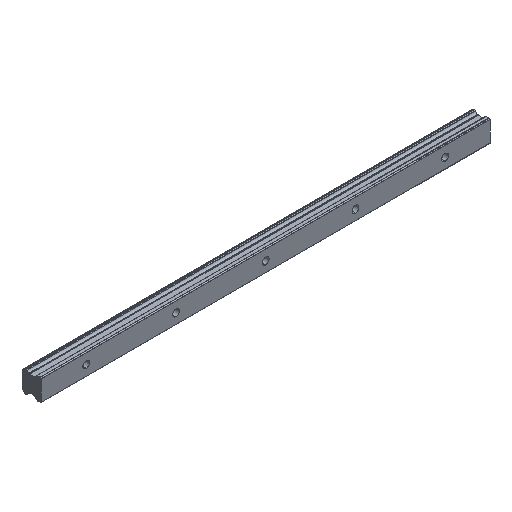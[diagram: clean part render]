
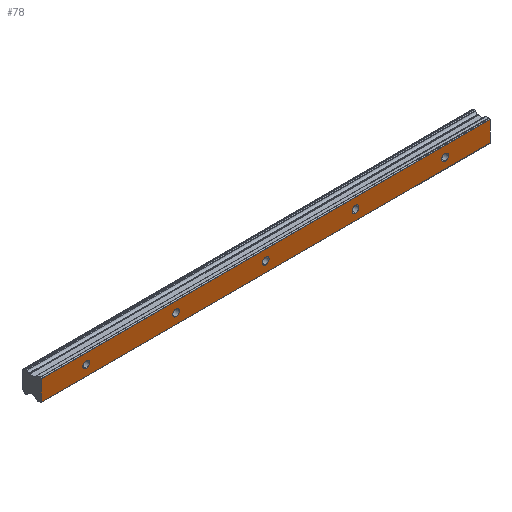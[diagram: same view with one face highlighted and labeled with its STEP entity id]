
A CAD part, isometric view. The second image highlights one B-rep face of the part: STEP entity #78.
In plain terms, the highlighted planar face has unit normal (0, -1, 0).
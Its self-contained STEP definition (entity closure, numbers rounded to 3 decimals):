
#3 = EDGE_CURVE ( 'NONE', #21, #1976, #741, .T. ) ;
#8 = CIRCLE ( 'NONE', #1334, 2.25 ) ;
#21 = VERTEX_POINT ( 'NONE', #1513 ) ;
#41 = ORIENTED_EDGE ( 'NONE', *, *, #976, .F. ) ;
#78 = ADVANCED_FACE ( 'NONE', ( #1359, #629, #1199, #1880, #2040, #1709 ), #1864, .F. ) ;
#90 = CARTESIAN_POINT ( 'NONE',  ( 270., 0., 6.786 ) ) ;
#136 = CARTESIAN_POINT ( 'NONE',  ( 60., 0., -2.25 ) ) ;
#146 = ORIENTED_EDGE ( 'NONE', *, *, #1546, .F. ) ;
#161 = AXIS2_PLACEMENT_3D ( 'NONE', #376, #1104, #571 ) ;
#193 = EDGE_CURVE ( 'NONE', #1019, #2318, #525, .T. ) ;
#194 = DIRECTION ( 'NONE',  ( 0., 0., 1. ) ) ;
#203 = CARTESIAN_POINT ( 'NONE',  ( 270., 0., 6.786 ) ) ;
#222 = ORIENTED_EDGE ( 'NONE', *, *, #487, .F. ) ;
#226 = DIRECTION ( 'NONE',  ( 0., -1., 0. ) ) ;
#236 = AXIS2_PLACEMENT_3D ( 'NONE', #1182, #286, #827 ) ;
#237 = DIRECTION ( 'NONE',  ( 0., 0., 1. ) ) ;
#240 = VERTEX_POINT ( 'NONE', #1812 ) ;
#242 = DIRECTION ( 'NONE',  ( 0., 0., 1. ) ) ;
#262 = DIRECTION ( 'NONE',  ( 0., -1., 0. ) ) ;
#267 = VECTOR ( 'NONE', #1432, 1000. ) ;
#286 = DIRECTION ( 'NONE',  ( 0., -1., 0. ) ) ;
#295 = DIRECTION ( 'NONE',  ( 0., 0., 1. ) ) ;
#308 = AXIS2_PLACEMENT_3D ( 'NONE', #1460, #226, #194 ) ;
#313 = CIRCLE ( 'NONE', #2010, 2.25 ) ;
#316 = CARTESIAN_POINT ( 'NONE',  ( 60., 0., 0. ) ) ;
#358 = ORIENTED_EDGE ( 'NONE', *, *, #1817, .F. ) ;
#376 = CARTESIAN_POINT ( 'NONE',  ( 120., 0., 0. ) ) ;
#432 = CARTESIAN_POINT ( 'NONE',  ( 0., 0., 0. ) ) ;
#440 = VERTEX_POINT ( 'NONE', #1926 ) ;
#456 = VERTEX_POINT ( 'NONE', #850 ) ;
#474 = DIRECTION ( 'NONE',  ( 0., 0., 1. ) ) ;
#487 = EDGE_CURVE ( 'NONE', #514, #2092, #1177, .T. ) ;
#513 = CARTESIAN_POINT ( 'NONE',  ( -30., 0., 6.786 ) ) ;
#514 = VERTEX_POINT ( 'NONE', #513 ) ;
#516 = DIRECTION ( 'NONE',  ( 0., 0., 1. ) ) ;
#525 = CIRCLE ( 'NONE', #1194, 2.25 ) ;
#526 = LINE ( 'NONE', #2282, #267 ) ;
#571 = DIRECTION ( 'NONE',  ( 0., 0., 1. ) ) ;
#593 = ORIENTED_EDGE ( 'NONE', *, *, #1144, .F. ) ;
#629 = FACE_BOUND ( 'NONE', #2105, .T. ) ;
#646 = DIRECTION ( 'NONE',  ( -1., 0., 0. ) ) ;
#674 = DIRECTION ( 'NONE',  ( 0., 0., 1. ) ) ;
#675 = AXIS2_PLACEMENT_3D ( 'NONE', #90, #1690, #242 ) ;
#728 = CARTESIAN_POINT ( 'NONE',  ( 270., 0., 6.786 ) ) ;
#730 = VECTOR ( 'NONE', #1454, 1000. ) ;
#741 = CIRCLE ( 'NONE', #236, 2.25 ) ;
#743 = EDGE_CURVE ( 'NONE', #1316, #240, #1564, .T. ) ;
#746 = ORIENTED_EDGE ( 'NONE', *, *, #193, .F. ) ;
#782 = EDGE_CURVE ( 'NONE', #2092, #2244, #1692, .T. ) ;
#796 = VERTEX_POINT ( 'NONE', #1121 ) ;
#820 = EDGE_LOOP ( 'NONE', ( #1479, #837 ) ) ;
#827 = DIRECTION ( 'NONE',  ( 0., 0., 1. ) ) ;
#837 = ORIENTED_EDGE ( 'NONE', *, *, #1223, .F. ) ;
#846 = AXIS2_PLACEMENT_3D ( 'NONE', #316, #1387, #474 ) ;
#850 = CARTESIAN_POINT ( 'NONE',  ( 180., 0., 2.25 ) ) ;
#910 = ORIENTED_EDGE ( 'NONE', *, *, #1761, .F. ) ;
#960 = VECTOR ( 'NONE', #2188, 1000. ) ;
#976 = EDGE_CURVE ( 'NONE', #2318, #1019, #8, .T. ) ;
#981 = CARTESIAN_POINT ( 'NONE',  ( 240., 0., 0. ) ) ;
#1019 = VERTEX_POINT ( 'NONE', #1586 ) ;
#1034 = CIRCLE ( 'NONE', #846, 2.25 ) ;
#1104 = DIRECTION ( 'NONE',  ( 0., -1., 0. ) ) ;
#1114 = AXIS2_PLACEMENT_3D ( 'NONE', #2208, #1147, #2185 ) ;
#1121 = CARTESIAN_POINT ( 'NONE',  ( 180., 0., -2.25 ) ) ;
#1122 = VERTEX_POINT ( 'NONE', #136 ) ;
#1144 = EDGE_CURVE ( 'NONE', #1122, #440, #2132, .T. ) ;
#1147 = DIRECTION ( 'NONE',  ( 0., -1., 0. ) ) ;
#1177 = LINE ( 'NONE', #728, #730 ) ;
#1182 = CARTESIAN_POINT ( 'NONE',  ( 0., 0., 0. ) ) ;
#1187 = CARTESIAN_POINT ( 'NONE',  ( 240., 0., 2.25 ) ) ;
#1194 = AXIS2_PLACEMENT_3D ( 'NONE', #1209, #1916, #295 ) ;
#1199 = FACE_BOUND ( 'NONE', #1206, .T. ) ;
#1206 = EDGE_LOOP ( 'NONE', ( #41, #746 ) ) ;
#1209 = CARTESIAN_POINT ( 'NONE',  ( 240., 0., 0. ) ) ;
#1217 = ORIENTED_EDGE ( 'NONE', *, *, #2263, .F. ) ;
#1223 = EDGE_CURVE ( 'NONE', #796, #456, #2235, .T. ) ;
#1236 = CIRCLE ( 'NONE', #1717, 2.25 ) ;
#1263 = EDGE_LOOP ( 'NONE', ( #358, #1343, #222, #1991 ) ) ;
#1283 = ORIENTED_EDGE ( 'NONE', *, *, #3, .F. ) ;
#1315 = CARTESIAN_POINT ( 'NONE',  ( 270., 0., 6.786 ) ) ;
#1316 = VERTEX_POINT ( 'NONE', #1357 ) ;
#1325 = DIRECTION ( 'NONE',  ( 0., -1., 0. ) ) ;
#1334 = AXIS2_PLACEMENT_3D ( 'NONE', #981, #262, #2264 ) ;
#1343 = ORIENTED_EDGE ( 'NONE', *, *, #782, .F. ) ;
#1344 = VECTOR ( 'NONE', #646, 1000. ) ;
#1357 = CARTESIAN_POINT ( 'NONE',  ( 120., 0., -2.25 ) ) ;
#1359 = FACE_OUTER_BOUND ( 'NONE', #1263, .T. ) ;
#1387 = DIRECTION ( 'NONE',  ( 0., -1., 0. ) ) ;
#1391 = VERTEX_POINT ( 'NONE', #2238 ) ;
#1432 = DIRECTION ( 'NONE',  ( 0., 0., 1. ) ) ;
#1454 = DIRECTION ( 'NONE',  ( 1., 0., 0. ) ) ;
#1460 = CARTESIAN_POINT ( 'NONE',  ( 60., 0., 0. ) ) ;
#1479 = ORIENTED_EDGE ( 'NONE', *, *, #1877, .F. ) ;
#1513 = CARTESIAN_POINT ( 'NONE',  ( 0., 0., -2.25 ) ) ;
#1546 = EDGE_CURVE ( 'NONE', #240, #1316, #313, .T. ) ;
#1564 = CIRCLE ( 'NONE', #161, 2.25 ) ;
#1572 = CARTESIAN_POINT ( 'NONE',  ( 120., 0., 0. ) ) ;
#1582 = CARTESIAN_POINT ( 'NONE',  ( 180., 0., 0. ) ) ;
#1586 = CARTESIAN_POINT ( 'NONE',  ( 240., 0., -2.25 ) ) ;
#1599 = EDGE_LOOP ( 'NONE', ( #146, #1802 ) ) ;
#1685 = LINE ( 'NONE', #1886, #1344 ) ;
#1690 = DIRECTION ( 'NONE',  ( 0., 1., 0. ) ) ;
#1692 = LINE ( 'NONE', #1315, #960 ) ;
#1709 = FACE_BOUND ( 'NONE', #2068, .T. ) ;
#1717 = AXIS2_PLACEMENT_3D ( 'NONE', #1582, #2122, #516 ) ;
#1761 = EDGE_CURVE ( 'NONE', #1976, #21, #2204, .T. ) ;
#1802 = ORIENTED_EDGE ( 'NONE', *, *, #743, .F. ) ;
#1812 = CARTESIAN_POINT ( 'NONE',  ( 120., 0., 2.25 ) ) ;
#1817 = EDGE_CURVE ( 'NONE', #2244, #1391, #1685, .T. ) ;
#1864 = PLANE ( 'NONE',  #675 ) ;
#1877 = EDGE_CURVE ( 'NONE', #456, #796, #1236, .T. ) ;
#1880 = FACE_BOUND ( 'NONE', #820, .T. ) ;
#1886 = CARTESIAN_POINT ( 'NONE',  ( 270., 0., -6.786 ) ) ;
#1916 = DIRECTION ( 'NONE',  ( 0., -1., 0. ) ) ;
#1925 = CARTESIAN_POINT ( 'NONE',  ( 0., 0., 2.25 ) ) ;
#1926 = CARTESIAN_POINT ( 'NONE',  ( 60., 0., 2.25 ) ) ;
#1958 = EDGE_CURVE ( 'NONE', #1391, #514, #526, .T. ) ;
#1976 = VERTEX_POINT ( 'NONE', #1925 ) ;
#1991 = ORIENTED_EDGE ( 'NONE', *, *, #1958, .F. ) ;
#2010 = AXIS2_PLACEMENT_3D ( 'NONE', #1572, #2284, #674 ) ;
#2040 = FACE_BOUND ( 'NONE', #1599, .T. ) ;
#2068 = EDGE_LOOP ( 'NONE', ( #1217, #593 ) ) ;
#2092 = VERTEX_POINT ( 'NONE', #203 ) ;
#2105 = EDGE_LOOP ( 'NONE', ( #910, #1283 ) ) ;
#2122 = DIRECTION ( 'NONE',  ( 0., -1., 0. ) ) ;
#2132 = CIRCLE ( 'NONE', #308, 2.25 ) ;
#2185 = DIRECTION ( 'NONE',  ( 0., 0., 1. ) ) ;
#2188 = DIRECTION ( 'NONE',  ( 0., 0., -1. ) ) ;
#2204 = CIRCLE ( 'NONE', #2237, 2.25 ) ;
#2208 = CARTESIAN_POINT ( 'NONE',  ( 180., 0., 0. ) ) ;
#2235 = CIRCLE ( 'NONE', #1114, 2.25 ) ;
#2237 = AXIS2_PLACEMENT_3D ( 'NONE', #432, #1325, #237 ) ;
#2238 = CARTESIAN_POINT ( 'NONE',  ( -30., 0., -6.786 ) ) ;
#2244 = VERTEX_POINT ( 'NONE', #2288 ) ;
#2263 = EDGE_CURVE ( 'NONE', #440, #1122, #1034, .T. ) ;
#2264 = DIRECTION ( 'NONE',  ( 0., 0., 1. ) ) ;
#2282 = CARTESIAN_POINT ( 'NONE',  ( -30., 0., 6.786 ) ) ;
#2284 = DIRECTION ( 'NONE',  ( 0., -1., 0. ) ) ;
#2288 = CARTESIAN_POINT ( 'NONE',  ( 270., 0., -6.786 ) ) ;
#2318 = VERTEX_POINT ( 'NONE', #1187 ) ;
